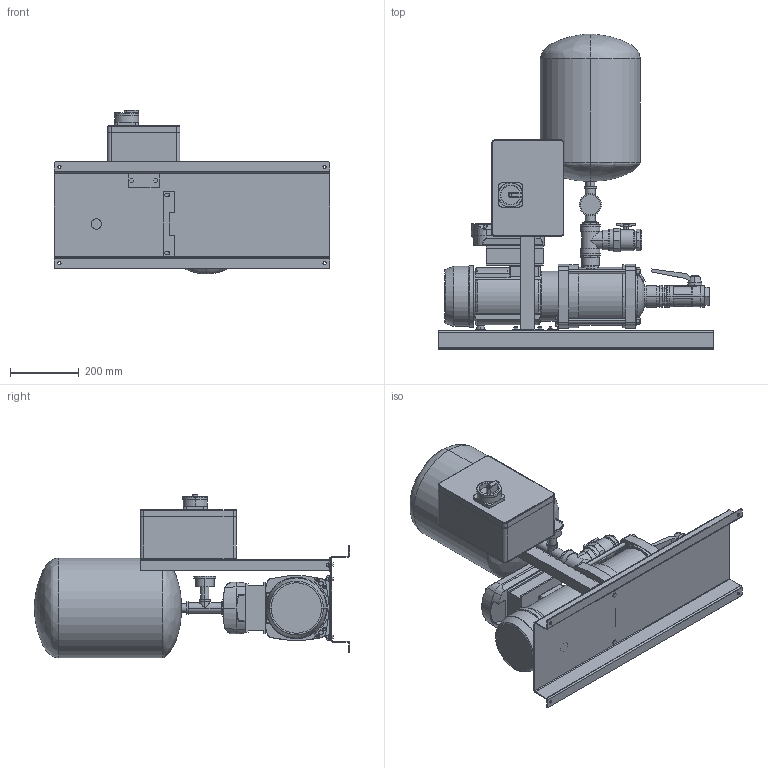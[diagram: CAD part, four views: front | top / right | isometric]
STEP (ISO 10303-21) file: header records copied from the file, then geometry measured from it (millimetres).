
FILE_DESCRIPTION (( 'STEP AP214' ), '1' );
FILE_NAME ('1EH_15-4_TE.STEP', '2022-03-02T10:08:28', ( '' ), ( '' ), 'SwSTEP 2.0', 'SolidWorks 2020', '' );
FILE_SCHEMA (( 'AUTOMOTIVE_DESIGN' ));
Length unit declared in the file: mil
Products named in the file (1): 1EH_15-4_TE
Bounding box: 800 x 916.5 x 476 mm (x, y, z)
Volume: 42131165.4 mm3; surface area: 2952920.8 mm2
Topology: 46 solids, 46 shells, 982 faces, 2329 edges, 1512 vertices
Faces by surface type: plane 501, cylinder 375, cone 62, torus 26, bspline 12, sphere 6
Entity records: 34033 total; most frequent: CARTESIAN_POINT 9649, DIRECTION 4887, ORIENTED_EDGE 4650, EDGE_CURVE 2325, AXIS2_PLACEMENT_3D 1788, VERTEX_POINT 1512, VECTOR 1311, LINE 1311
